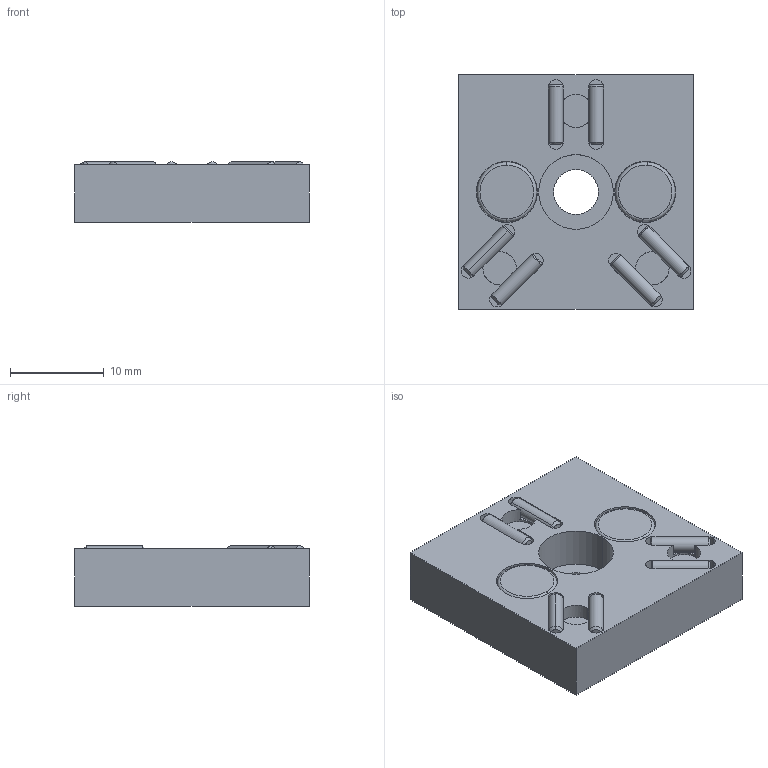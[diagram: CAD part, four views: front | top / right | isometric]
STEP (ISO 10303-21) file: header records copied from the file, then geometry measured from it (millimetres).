
FILE_DESCRIPTION (( 'STEP AP214' ), '1' );
FILE_NAME ('4249-E0W.STEP', '2011-06-30T14:48:34', ( 'Admin' ), ( '' ), 'SwSTEP 2.0', 'SolidWorks 2011', '' );
FILE_SCHEMA (( 'AUTOMOTIVE_DESIGN' ));
Length unit declared in the file: inch
Products named in the file (1): 4249-E0W
Bounding box: 24.99 x 24.99 x 6.42 mm (x, y, z)
Volume: 3502.1 mm3; surface area: 2678.4 mm2
Topology: 9 solids, 9 shells, 136 faces, 298 edges, 188 vertices
Faces by surface type: plane 54, cylinder 50, cone 24, torus 8
Entity records: 5658 total; most frequent: DIRECTION 724, CARTESIAN_POINT 623, ORIENTED_EDGE 596, EDGE_CURVE 298, AXIS2_PLACEMENT_3D 289, VERTEX_POINT 188, CIRCLE 152, UNCERTAINTY_MEASURE_WITH_UNIT 147
